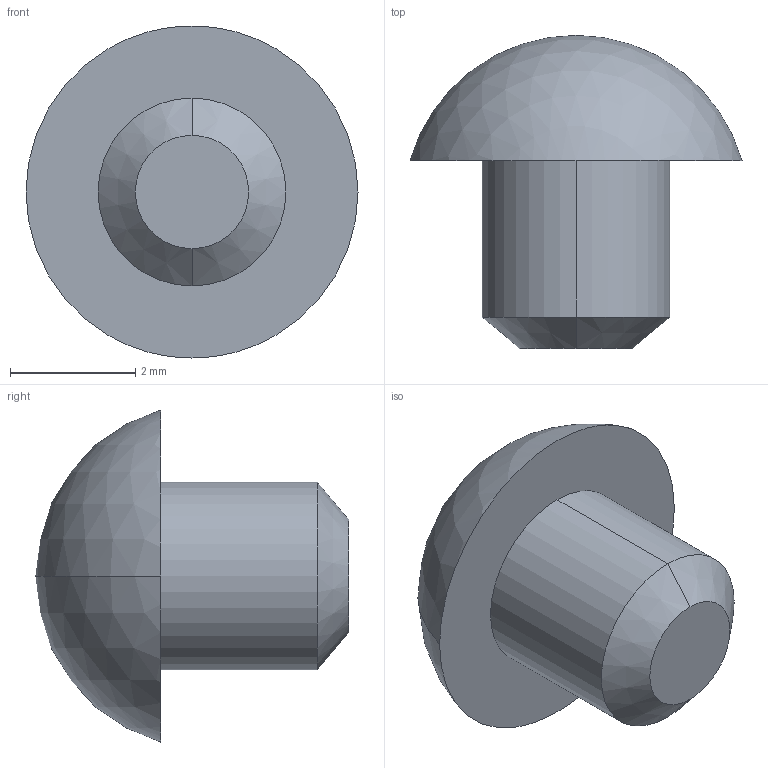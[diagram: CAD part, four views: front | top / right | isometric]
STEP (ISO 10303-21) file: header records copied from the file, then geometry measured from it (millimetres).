
FILE_DESCRIPTION (( 'STEP AP214' ), '1' );
FILE_NAME ('User Library-631FP-0002.02.0009.00.STEP', '2018-09-20T08:11:04', ( '' ), ( '' ), 'SwSTEP 2.0', 'SolidWorks 2018', '' );
FILE_SCHEMA (( 'AUTOMOTIVE_DESIGN' ));
Length unit declared in the file: millimetre
Products named in the file (1): User Library-631FP-0002.02.0009.00
Bounding box: 5.3 x 5 x 5.3 mm (x, y, z)
Volume: 46.2 mm3; surface area: 81.6 mm2
Topology: 1 solids, 1 shells, 8 faces, 14 edges, 9 vertices
Faces by surface type: cone 2, sphere 2, cylinder 2, plane 2
Entity records: 234 total; most frequent: DIRECTION 42, CARTESIAN_POINT 32, ORIENTED_EDGE 28, AXIS2_PLACEMENT_3D 19, EDGE_CURVE 14, CIRCLE 10, EDGE_LOOP 9, VERTEX_POINT 9
